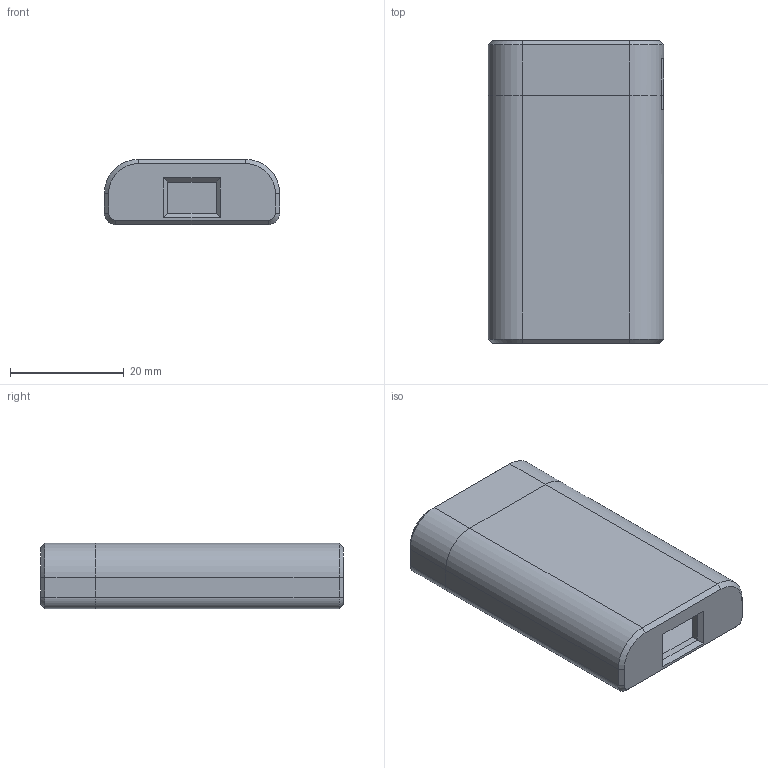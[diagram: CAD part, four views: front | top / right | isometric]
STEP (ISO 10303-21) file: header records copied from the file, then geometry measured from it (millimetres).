
FILE_DESCRIPTION(/* description */ (''),/* implementation_level */ '2;1');
FILE_NAME(/* name */ 'Caliper ESP32 Case.step',/* time_stamp */ '2022-05-29T10:02:59-04:00',/* author */ (''),/* organization */ (''),/* preprocessor_version */ 'ST-DEVELOPER v19',/* originating_system */ 'Autodesk Translation Framework v11.7.0.108',/* authorisation */ '');
FILE_SCHEMA (('AUTOMOTIVE_DESIGN { 1 0 10303 214 3 1 1 }'));
Length unit declared in the file: millimetre
Products named in the file (1): Caliper ESP32 Case
Bounding box: 30.85 x 53.3 x 11.5 mm (x, y, z)
Volume: 7275.9 mm3; surface area: 9036.8 mm2
Topology: 2 solids, 2 shells, 92 faces, 233 edges, 146 vertices
Faces by surface type: plane 58, cylinder 21, cone 13
Entity records: 2771 total; most frequent: DIRECTION 478, CARTESIAN_POINT 476, ORIENTED_EDGE 466, EDGE_CURVE 233, LINE 170, VECTOR 170, AXIS2_PLACEMENT_3D 154, VERTEX_POINT 146
